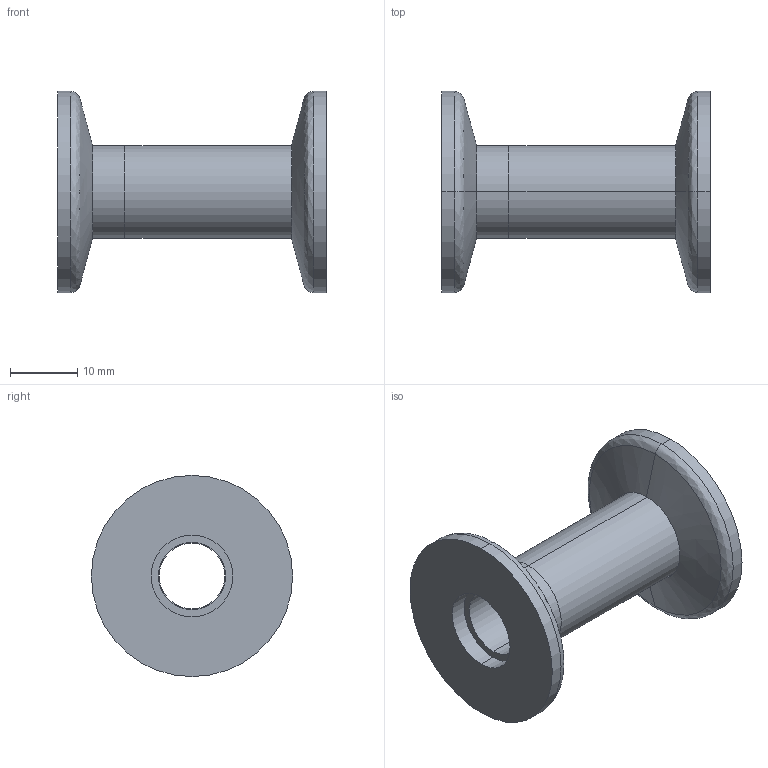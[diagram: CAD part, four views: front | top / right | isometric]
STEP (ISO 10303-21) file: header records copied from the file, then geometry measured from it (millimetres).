
FILE_DESCRIPTION( (''), '2;1');
FILE_NAME ('CAD714.884.VP9010_18411.stp','2016-04-22T10:45:17',(''),(''),'spGate 11.3.9','spGate','');
FILE_SCHEMA (('AUTOMOTIVE_DESIGN'));
Length unit declared in the file: millimetre
Products named in the file (4): Assembly; VP9010-1; VP9010-2; VP3010
Assembly tree (3 placements, depth 2):
  Assembly
    VP9010-1
    VP9010-2
    VP3010
Bounding box: 40 x 30 x 30 mm (x, y, z)
Volume: 6762.1 mm3; surface area: 5887.4 mm2
Topology: 3 solids, 3 shells, 36 faces, 72 edges, 44 vertices
Faces by surface type: cylinder 20, plane 8, bspline 8
Entity records: 1760 total; most frequent: CARTESIAN_POINT 324, DIRECTION 160, ORIENTED_EDGE 144, COLOUR_RGB 111, PRESENTATION_STYLE_ASSIGNMENT 111, STYLED_ITEM 111, AXIS2_PLACEMENT_3D 80, EDGE_CURVE 72
